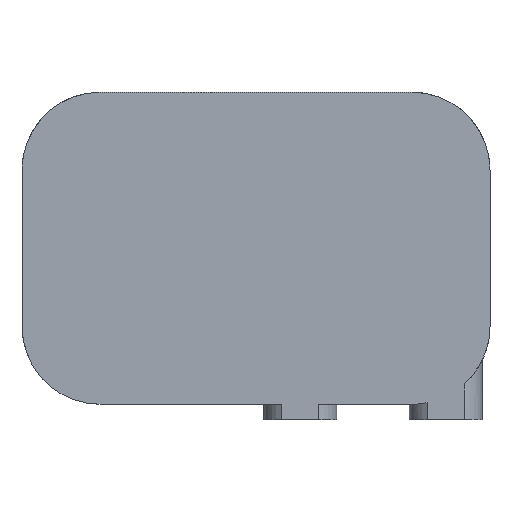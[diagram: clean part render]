
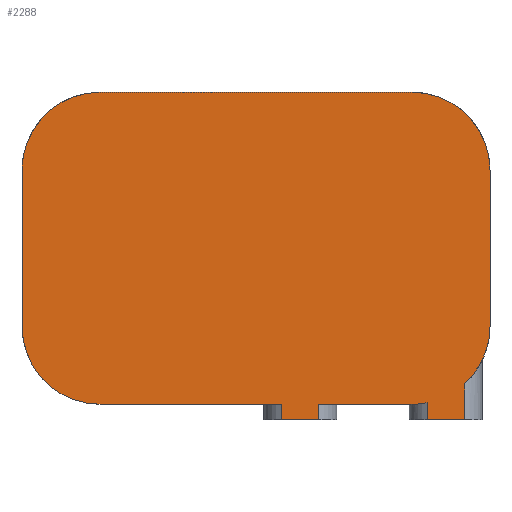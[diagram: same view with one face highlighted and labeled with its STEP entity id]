
A CAD part, front view. The second image highlights one B-rep face of the part: STEP entity #2288.
In plain terms, the highlighted planar face has unit normal (0, -1, 0).
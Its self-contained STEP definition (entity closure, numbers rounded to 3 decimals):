
#74=PLANE('',#2428);
#178=FACE_OUTER_BOUND('',#302,.T.);
#302=EDGE_LOOP('',(#1820,#1821,#1822,#1823,#1824,#1825,#1826,#1827,#1828,
#1829,#1830,#1831,#1832,#1833,#1834,#1835));
#406=LINE('',#3190,#689);
#547=LINE('',#3495,#830);
#548=LINE('',#3497,#831);
#549=LINE('',#3499,#832);
#550=LINE('',#3501,#833);
#551=LINE('',#3503,#834);
#552=LINE('',#3507,#835);
#553=LINE('',#3509,#836);
#554=LINE('',#3511,#837);
#555=LINE('',#3515,#838);
#556=LINE('',#3519,#839);
#689=VECTOR('',#2556,10.);
#830=VECTOR('',#2815,10.);
#831=VECTOR('',#2816,10.);
#832=VECTOR('',#2817,10.);
#833=VECTOR('',#2818,10.);
#834=VECTOR('',#2819,10.);
#835=VECTOR('',#2822,10.);
#836=VECTOR('',#2823,10.);
#837=VECTOR('',#2824,10.);
#838=VECTOR('',#2827,10.);
#839=VECTOR('',#2830,10.);
#974=CIRCLE('',#2429,15.);
#975=CIRCLE('',#2430,15.);
#976=CIRCLE('',#2431,15.);
#977=CIRCLE('',#2432,15.);
#978=CIRCLE('',#2433,15.);
#1008=VERTEX_POINT('',#3188);
#1009=VERTEX_POINT('',#3189);
#1113=VERTEX_POINT('',#3492);
#1114=VERTEX_POINT('',#3494);
#1115=VERTEX_POINT('',#3496);
#1116=VERTEX_POINT('',#3498);
#1117=VERTEX_POINT('',#3500);
#1118=VERTEX_POINT('',#3502);
#1119=VERTEX_POINT('',#3504);
#1120=VERTEX_POINT('',#3506);
#1121=VERTEX_POINT('',#3508);
#1122=VERTEX_POINT('',#3510);
#1123=VERTEX_POINT('',#3512);
#1124=VERTEX_POINT('',#3514);
#1125=VERTEX_POINT('',#3516);
#1126=VERTEX_POINT('',#3518);
#1228=EDGE_CURVE('',#1008,#1009,#406,.T.);
#1378=EDGE_CURVE('',#1008,#1113,#974,.T.);
#1379=EDGE_CURVE('',#1114,#1113,#547,.T.);
#1380=EDGE_CURVE('',#1114,#1115,#548,.T.);
#1381=EDGE_CURVE('',#1115,#1116,#549,.T.);
#1382=EDGE_CURVE('',#1117,#1116,#550,.T.);
#1383=EDGE_CURVE('',#1118,#1117,#551,.T.);
#1384=EDGE_CURVE('',#1118,#1119,#975,.T.);
#1385=EDGE_CURVE('',#1119,#1120,#552,.T.);
#1386=EDGE_CURVE('',#1120,#1121,#553,.T.);
#1387=EDGE_CURVE('',#1121,#1122,#554,.T.);
#1388=EDGE_CURVE('',#1122,#1123,#976,.T.);
#1389=EDGE_CURVE('',#1124,#1123,#555,.T.);
#1390=EDGE_CURVE('',#1124,#1125,#977,.T.);
#1391=EDGE_CURVE('',#1126,#1125,#556,.T.);
#1392=EDGE_CURVE('',#1126,#1009,#978,.T.);
#1820=ORIENTED_EDGE('',*,*,#1228,.F.);
#1821=ORIENTED_EDGE('',*,*,#1378,.T.);
#1822=ORIENTED_EDGE('',*,*,#1379,.F.);
#1823=ORIENTED_EDGE('',*,*,#1380,.T.);
#1824=ORIENTED_EDGE('',*,*,#1381,.T.);
#1825=ORIENTED_EDGE('',*,*,#1382,.F.);
#1826=ORIENTED_EDGE('',*,*,#1383,.F.);
#1827=ORIENTED_EDGE('',*,*,#1384,.T.);
#1828=ORIENTED_EDGE('',*,*,#1385,.T.);
#1829=ORIENTED_EDGE('',*,*,#1386,.T.);
#1830=ORIENTED_EDGE('',*,*,#1387,.T.);
#1831=ORIENTED_EDGE('',*,*,#1388,.T.);
#1832=ORIENTED_EDGE('',*,*,#1389,.F.);
#1833=ORIENTED_EDGE('',*,*,#1390,.T.);
#1834=ORIENTED_EDGE('',*,*,#1391,.F.);
#1835=ORIENTED_EDGE('',*,*,#1392,.T.);
#2288=ADVANCED_FACE('',(#178),#74,.T.);
#2428=AXIS2_PLACEMENT_3D('',#3491,#2811,#2812);
#2429=AXIS2_PLACEMENT_3D('',#3493,#2813,#2814);
#2430=AXIS2_PLACEMENT_3D('',#3505,#2820,#2821);
#2431=AXIS2_PLACEMENT_3D('',#3513,#2825,#2826);
#2432=AXIS2_PLACEMENT_3D('',#3517,#2828,#2829);
#2433=AXIS2_PLACEMENT_3D('',#3520,#2831,#2832);
#2556=DIRECTION('',(0.,0.,1.));
#2811=DIRECTION('center_axis',(0.,-1.,0.));
#2812=DIRECTION('ref_axis',(-1.,0.,0.));
#2813=DIRECTION('center_axis',(0.,-1.,0.));
#2814=DIRECTION('ref_axis',(-1.,0.,0.));
#2815=DIRECTION('',(-1.,0.,0.));
#2816=DIRECTION('',(0.,0.,-1.));
#2817=DIRECTION('',(1.,0.,0.));
#2818=DIRECTION('',(0.,0.,-1.));
#2819=DIRECTION('',(-1.,0.,0.));
#2820=DIRECTION('center_axis',(0.,-1.,0.));
#2821=DIRECTION('ref_axis',(0.,0.,-1.));
#2822=DIRECTION('',(0.,0.,-1.));
#2823=DIRECTION('',(1.,0.,0.));
#2824=DIRECTION('',(0.,0.,1.));
#2825=DIRECTION('center_axis',(0.,-1.,0.));
#2826=DIRECTION('ref_axis',(0.,0.,-1.));
#2827=DIRECTION('',(0.,0.,-1.));
#2828=DIRECTION('center_axis',(0.,-1.,0.));
#2829=DIRECTION('ref_axis',(1.,0.,0.));
#2830=DIRECTION('',(1.,0.,0.));
#2831=DIRECTION('center_axis',(0.,-1.,0.));
#2832=DIRECTION('ref_axis',(0.,0.,1.));
#3188=CARTESIAN_POINT('',(-190.,0.,15.));
#3189=CARTESIAN_POINT('',(-190.,0.,45.));
#3190=CARTESIAN_POINT('',(-190.,0.,15.));
#3491=CARTESIAN_POINT('Origin',(-145.,0.,30.));
#3492=CARTESIAN_POINT('',(-175.,0.,0.));
#3493=CARTESIAN_POINT('Origin',(-175.,0.,15.));
#3494=CARTESIAN_POINT('',(-140.106,0.,0.));
#3495=CARTESIAN_POINT('',(-115.,0.,0.));
#3496=CARTESIAN_POINT('',(-140.106,0.,-3.));
#3497=CARTESIAN_POINT('',(-140.106,0.,0.));
#3498=CARTESIAN_POINT('',(-132.894,0.,-3.));
#3499=CARTESIAN_POINT('',(-100.,0.,-3.));
#3500=CARTESIAN_POINT('',(-132.894,0.,0.));
#3501=CARTESIAN_POINT('',(-132.894,0.,0.));
#3502=CARTESIAN_POINT('',(-115.,0.,0.));
#3503=CARTESIAN_POINT('',(-115.,0.,0.));
#3504=CARTESIAN_POINT('',(-112.106,0.,0.282));
#3505=CARTESIAN_POINT('Origin',(-115.,0.,15.));
#3506=CARTESIAN_POINT('',(-112.106,0.,-3.));
#3507=CARTESIAN_POINT('',(-112.106,0.,0.));
#3508=CARTESIAN_POINT('',(-104.894,0.,-3.));
#3509=CARTESIAN_POINT('',(-100.,0.,-3.));
#3510=CARTESIAN_POINT('',(-104.894,0.,3.915));
#3511=CARTESIAN_POINT('',(-104.894,0.,0.));
#3512=CARTESIAN_POINT('',(-100.,0.,15.));
#3513=CARTESIAN_POINT('Origin',(-115.,0.,15.));
#3514=CARTESIAN_POINT('',(-100.,0.,45.));
#3515=CARTESIAN_POINT('',(-100.,0.,45.));
#3516=CARTESIAN_POINT('',(-115.,0.,60.));
#3517=CARTESIAN_POINT('Origin',(-115.,0.,45.));
#3518=CARTESIAN_POINT('',(-175.,0.,60.));
#3519=CARTESIAN_POINT('',(-175.,0.,60.));
#3520=CARTESIAN_POINT('Origin',(-175.,0.,45.));
